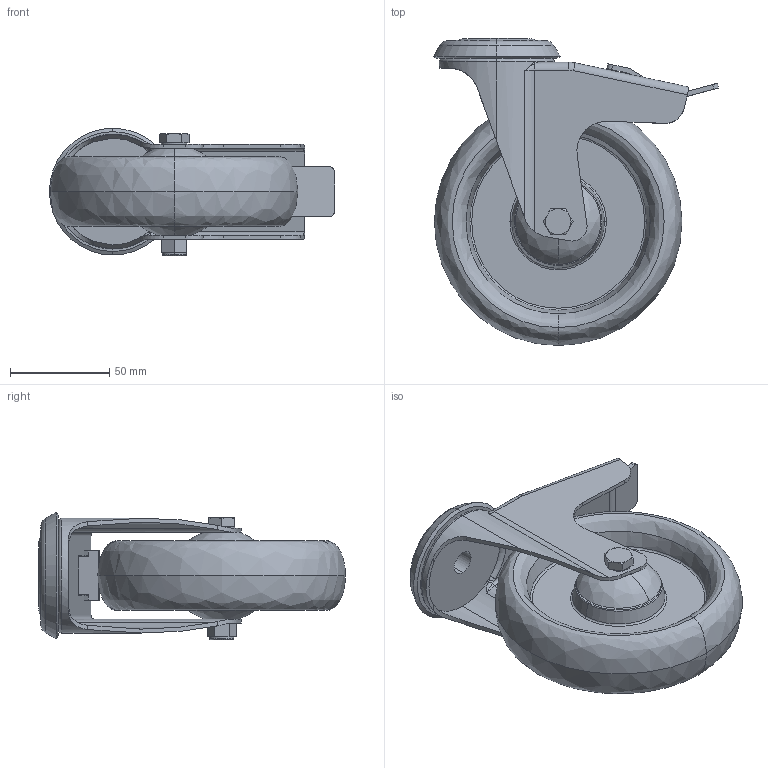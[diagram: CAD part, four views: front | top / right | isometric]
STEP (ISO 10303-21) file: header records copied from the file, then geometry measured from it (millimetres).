
FILE_DESCRIPTION (( 'STEP AP214' ), '1' );
FILE_NAME ('0030134.step', '2021-05-21T10:49:04', ( 'Windows-Benutzer' ), ( '' ), 'SwSTEP 2.0', 'SolidWorks 2020', '' );
FILE_SCHEMA (( 'AUTOMOTIVE_DESIGN' ));
Length unit declared in the file: millimetre
Products named in the file (1): 0030134
Bounding box: 144 x 155 x 64.4 mm (x, y, z)
Volume: 293746.1 mm3; surface area: 126298.5 mm2
Topology: 8 solids, 8 shells, 270 faces, 631 edges, 388 vertices
Faces by surface type: plane 83, cylinder 75, torus 48, cone 36, bspline 28
Entity records: 11399 total; most frequent: CARTESIAN_POINT 2153, DIRECTION 1363, ORIENTED_EDGE 1254, EDGE_CURVE 627, AXIS2_PLACEMENT_3D 567, VERTEX_POINT 388, CIRCLE 324, EDGE_LOOP 303
